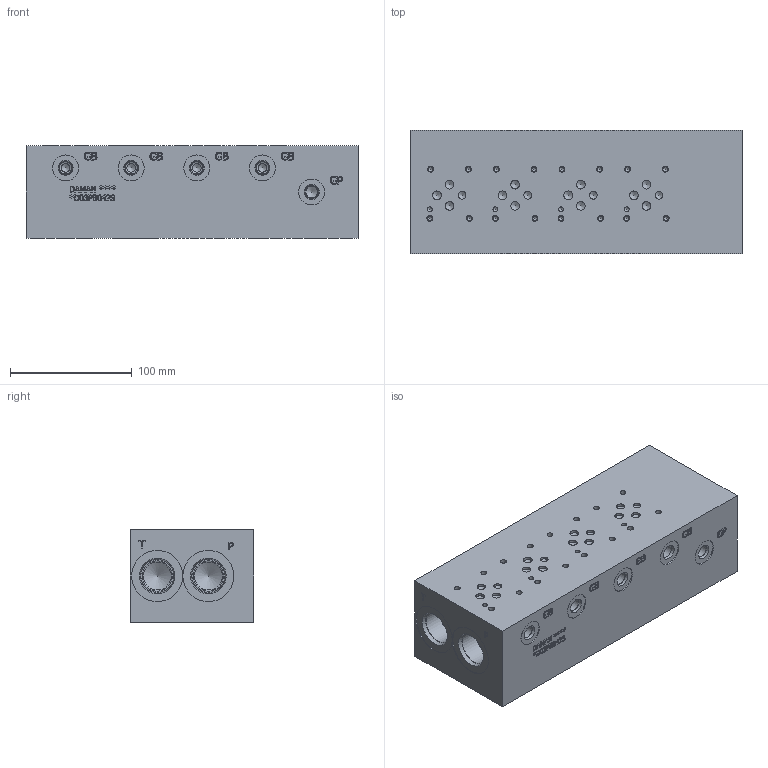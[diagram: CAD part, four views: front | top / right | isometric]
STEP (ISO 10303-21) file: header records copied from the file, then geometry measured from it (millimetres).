
FILE_DESCRIPTION(/* description */ (''),/* implementation_level */ '2;1');
FILE_NAME(/* name */ '_D03PB042S.stp',/* time_stamp */ '2021-01-21T13:40:07-05:00',/* author */ ('devonn'),/* organization */ (''),/* preprocessor_version */ 'ST-DEVELOPER v17',/* originating_system */ 'Autodesk Inventor 2019',/* authorisation */ '');
FILE_SCHEMA (('AUTOMOTIVE_DESIGN { 1 0 10303 214 3 1 1 }'));
Length unit declared in the file: millimetre
Products named in the file (1): Part_AD03PB042S_3D
Bounding box: 273.05 x 101.6 x 76.2 mm (x, y, z)
Volume: 1928548.5 mm3; surface area: 150793.4 mm2
Topology: 1 solids, 1 shells, 1317 faces, 3592 edges, 2432 vertices
Faces by surface type: plane 645, bspline 378, cylinder 164, cone 130
Full cylindrical faces by diameter (mm): 3.785 x16, 3.962 x4, 4.826 x16, 6.35 x4, 7.137 x20, 7.925 x4, 9.525 x5, 9.881 x9, 11.125 x9, 15.875 x8, 17.501 x8, 19.05 x8, 19.253 x8, 21.285 x9, 23.012 x4, 24.917 x6, 26.99 x6, 27.432 x6, 30.632 x8, 42.037 x6
Entity records: 44405 total; most frequent: CARTESIAN_POINT 12193, ORIENTED_EDGE 7058, DIRECTION 5290, EDGE_CURVE 3529, VERTEX_POINT 2432, LINE 2136, VECTOR 2136, AXIS2_PLACEMENT_3D 1577
